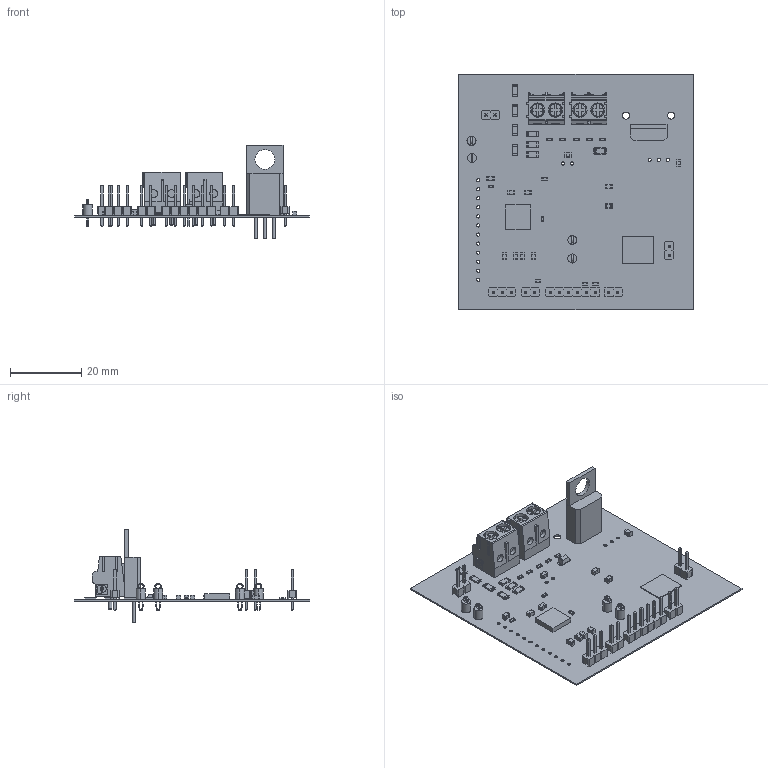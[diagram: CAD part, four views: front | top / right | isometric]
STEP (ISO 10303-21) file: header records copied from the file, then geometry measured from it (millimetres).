
FILE_DESCRIPTION(('Open CASCADE Model'),'2;1');
FILE_NAME('Open CASCADE Shape Model','2022-04-10T17:18:28',('Author'),( 'Open CASCADE'),'Open CASCADE STEP processor 6.8','Open CASCADE 6.8' ,'Unknown');
FILE_SCHEMA(('AUTOMOTIVE_DESIGN { 1 0 10303 214 1 1 1 1 }'));
Length unit declared in the file: millimetre
Products named in the file (126): PCB; Board; Open CASCADE STEP translator 6.8 2.1.1; R18; 5874989232; Mid_Body; Terminal; Open_CASCADE_STEP_translator_6.8_24.2.1; Mark; R17; R16; Q1; 5874990112; VBATM; keystone-PN5002; R9; 5874989312; Open_CASCADE_STEP_translator_6.8_16.2.1; VBATP; R15; 5874989392; R14; R13; R5; P8; 61300211121_Download_STP_61300211121_rev1; 6130xx11121_PIN; 61300211121; P6; 5874989952; T1; 6409704704; Extruded; P9; U1; 6409707184; P1; 61300611121_Download_STP_61300611121_rev1; 61300611121; R12 ...
Assembly tree (165 placements, depth 5):
  PCB
    Board
      Open CASCADE STEP translator 6.8 2.1.1
    R18
      5874989232
        Mid_Body
        Terminal  x2
          Open_CASCADE_STEP_translator_6.8_24.2.1
        Mark
    R17
      5874989232
        Mid_Body
        Terminal  x2
          Open_CASCADE_STEP_translator_6.8_24.2.1
        Mark
    R16
      5874989232
        Mid_Body
        Terminal  x2
          Open_CASCADE_STEP_translator_6.8_24.2.1
        Mark
    Q1
      5874990112
    VBATM
      keystone-PN5002
    R9
      5874989312
        Mid_Body
        Terminal  x2
          Open_CASCADE_STEP_translator_6.8_16.2.1
        Mark
    VBATP
      keystone-PN5002
    R15
      5874989392
        Mid_Body
        Terminal  x2
          Open_CASCADE_STEP_translator_6.8_16.2.1
        Mark
    R14
      5874989392
        Mid_Body
        Terminal  x2
          Open_CASCADE_STEP_translator_6.8_16.2.1
        Mark
    R13
      5874989392
        Mid_Body
        Terminal  x2
          Open_CASCADE_STEP_translator_6.8_16.2.1
        Mark
    R5
      5874989392
        Mid_Body
        Terminal  x2
          Open_CASCADE_STEP_translator_6.8_16.2.1
        Mark
    P8
      61300211121_Download_STP_61300211121_rev1
        6130xx11121_PIN  x2
Bounding box: 65.79 x 66.04 x 26.19 mm (x, y, z)
Volume: 4321.4 mm3; surface area: 13388 mm2
Topology: 147 solids, 147 shells, 2276 faces, 5498 edges, 3448 vertices
Faces by surface type: plane 1730, cylinder 422, sphere 88, cone 20, torus 16
Full cylindrical faces by diameter (mm): 0.889 x3, 0.9 x34, 1.144 x3, 1.27 x4, 1.3 x4, 2 x2
Entity records: 32157 total; most frequent: CARTESIAN_POINT 4967, DIRECTION 4846, ORIENTED_EDGE 4542, EDGE_CURVE 2271, LINE 1798, VECTOR 1798, AXIS2_PLACEMENT_3D 1524, VERTEX_POINT 1463
